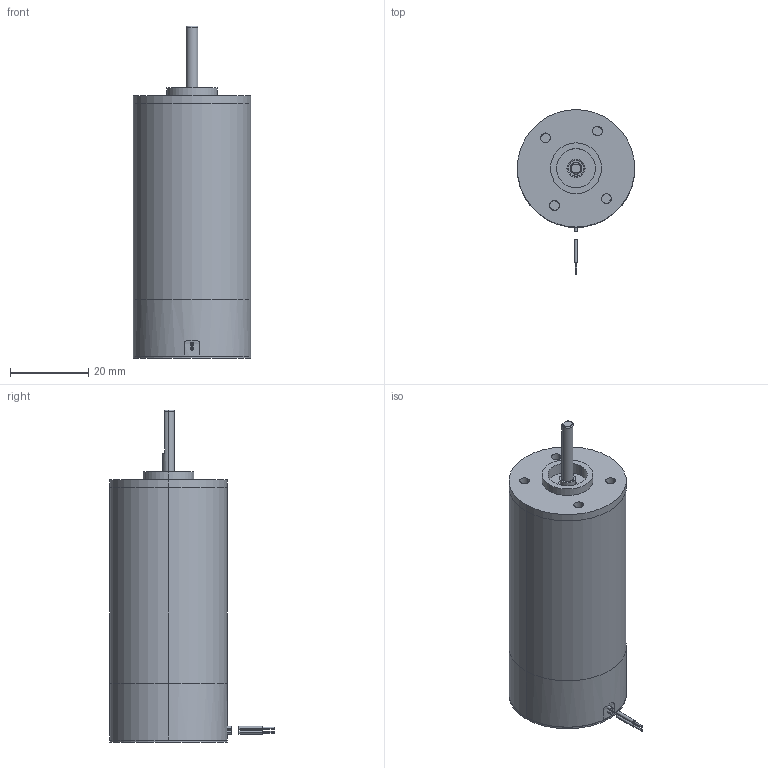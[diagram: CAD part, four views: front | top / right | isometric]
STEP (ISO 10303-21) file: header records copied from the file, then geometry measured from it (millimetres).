
FILE_DESCRIPTION (( 'STEP AP203' ), '1' );
FILE_NAME ('approval 165506703.STEP', '2025-07-22T08:34:54', ( 'China' ), ( 'Microsoft' ), 'SwSTEP 2.0', 'SolidWorks 2018', '' );
FILE_SCHEMA (( 'CONFIG_CONTROL_DESIGN' ));
Products named in the file (1): approval  165506703
Bounding box: 30 x 42 x 84.8 mm (x, y, z)
Volume: 37158.3 mm3; surface area: 139327.8 mm2
Topology: 224 solids, 224 shells, 2105 faces, 4689 edges, 3086 vertices
Faces by surface type: cylinder 1231, plane 794, torus 57, bspline 17, cone 6
Entity records: 70341 total; most frequent: CARTESIAN_POINT 21847, DIRECTION 10771, ORIENTED_EDGE 9366, EDGE_CURVE 4683, AXIS2_PLACEMENT_3D 4394, VERTEX_POINT 3086, EDGE_LOOP 2585, CIRCLE 2305
